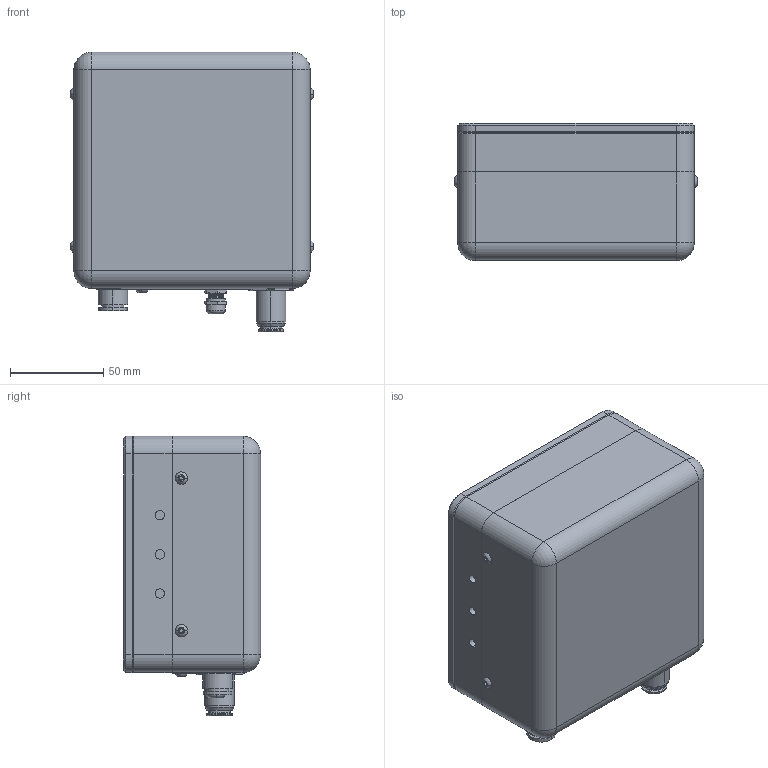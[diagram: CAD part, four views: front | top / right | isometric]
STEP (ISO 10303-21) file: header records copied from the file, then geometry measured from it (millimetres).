
FILE_DESCRIPTION (( 'STEP AP203' ), '1' );
FILE_NAME ('SK-9708 HP100A-4KW-HE.STEP', '2017-08-08T20:09:05', ( '' ), ( '' ), 'SwSTEP 2.0', 'SolidWorks 2016', '' );
FILE_SCHEMA (( 'CONFIG_CONTROL_DESIGN' ));
Products named in the file (1): SK-9708 HP100A-4KW-HE
Bounding box: 130.71 x 73.79 x 150.23 mm (x, y, z)
Surface area: 147083.4 mm2 (no closed solid volume)
Topology: 0 solids, 9 shells, 4283 faces, 11966 edges, 7804 vertices
Faces by surface type: plane 3502, cylinder 449, cone 200, bspline 88, sphere 26, torus 18
Entity records: 153425 total; most frequent: CARTESIAN_POINT 44509, ORIENTED_EDGE 23888, DIRECTION 20552, EDGE_CURVE 11958, LINE 10272, VECTOR 10272, VERTEX_POINT 7804, AXIS2_PLACEMENT_3D 5140
